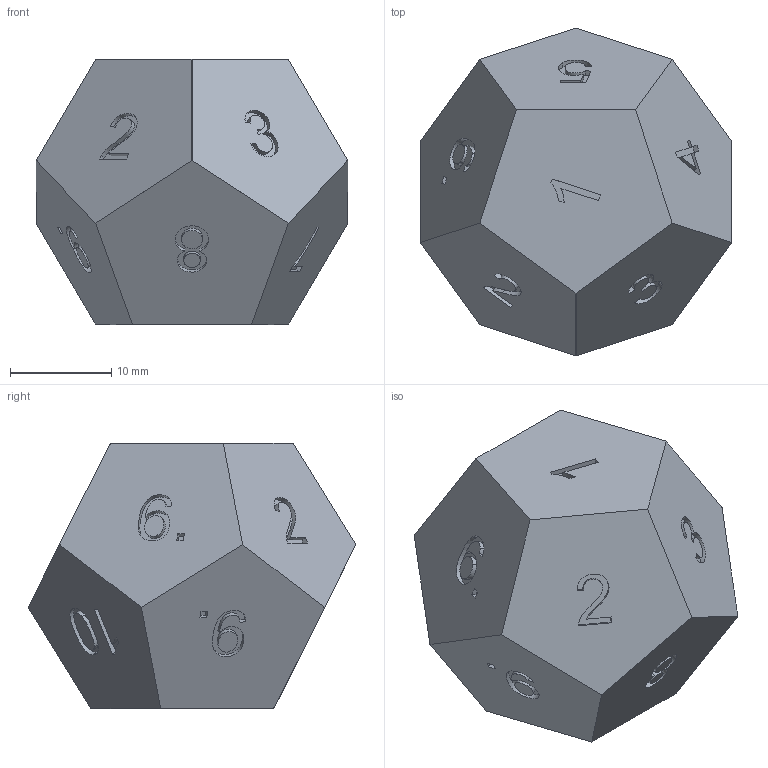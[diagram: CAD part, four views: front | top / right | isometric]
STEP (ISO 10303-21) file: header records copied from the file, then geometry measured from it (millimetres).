
FILE_DESCRIPTION(('HOOPS Exchange Step'),'2;1');
FILE_NAME('temp_export','2024-08-08T12:55:53+08:00',('sharma21'),('Shapr3D Limited'),'HOOPS Exchange 2024.2','Shapr3D','Authorized');
FILE_SCHEMA( ('AUTOMOTIVE_DESIGN { 1 0 10303 214 1 1 1 1 }') );
Length unit declared in the file: millimetre
Products named in the file (1): root
Bounding box: 30.78 x 32.36 x 26.18 mm (x, y, z)
Volume: 12405.9 mm3; surface area: 8437.1 mm2
Topology: 12 solids, 12 shells, 219 faces, 492 edges, 320 vertices
Faces by surface type: plane 167, bspline 52
Entity records: 8191 total; most frequent: CARTESIAN_POINT 3640, ORIENTED_EDGE 984, DIRECTION 724, EDGE_CURVE 492, VECTOR 388, LINE 388, VERTEX_POINT 320, EDGE_LOOP 242
